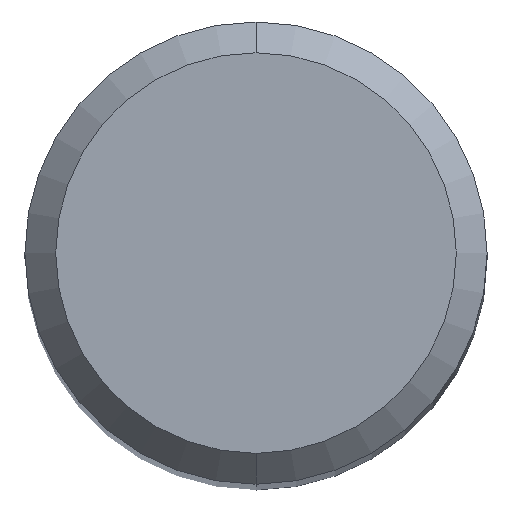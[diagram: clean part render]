
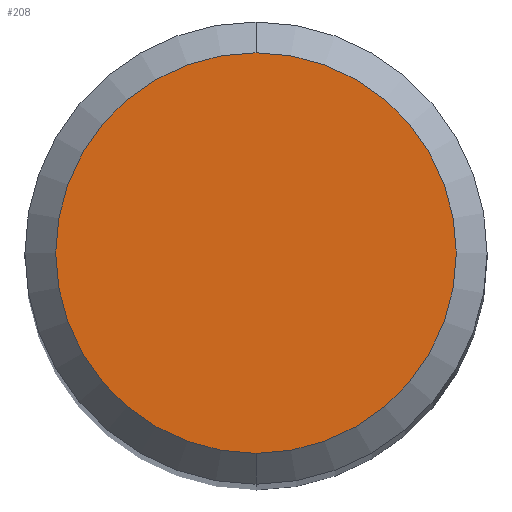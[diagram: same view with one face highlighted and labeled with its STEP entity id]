
A CAD part, top view. The second image highlights one B-rep face of the part: STEP entity #208.
In plain terms, the highlighted planar face has unit normal (0, 0, 1).
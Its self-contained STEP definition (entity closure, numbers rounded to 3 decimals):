
#208=ADVANCED_FACE('',(#524),#525,.T.);
#294=VERTEX_POINT('',#615);
#326=VERTEX_POINT('',#649);
#390=EDGE_CURVE('',#326,#294,#720,.T.);
#448=EDGE_CURVE('',#294,#326,#788,.T.);
#524=FACE_OUTER_BOUND('',#887,.T.);
#525=PLANE('',#888);
#615=CARTESIAN_POINT('',(0.,-2.6,0.0));
#649=CARTESIAN_POINT('',(0.0,2.6,0.0));
#720=CIRCLE('',#1295,2.6);
#788=CIRCLE('',#1395,2.6);
#887=EDGE_LOOP('',(#1514,#1515));
#888=AXIS2_PLACEMENT_3D('',#1516,#1517,#1518);
#1295=AXIS2_PLACEMENT_3D('',#1691,#1692,#1693);
#1395=AXIS2_PLACEMENT_3D('',#1801,#1802,#1803);
#1514=ORIENTED_EDGE('',*,*,#390,.F.);
#1515=ORIENTED_EDGE('',*,*,#448,.F.);
#1516=CARTESIAN_POINT('',(0.0,1.3,0.0));
#1517=DIRECTION('',(-0.0,0.0,1.0));
#1518=DIRECTION('',(0.0,-1.0,0.0));
#1691=CARTESIAN_POINT('',(0.0,0.0,0.0));
#1692=DIRECTION('',(0.0,0.0,-1.0));
#1693=DIRECTION('',(0.0,1.0,0.0));
#1801=CARTESIAN_POINT('',(0.0,0.0,0.0));
#1802=DIRECTION('',(0.0,0.0,-1.0));
#1803=DIRECTION('',(0.0,1.0,0.0));
